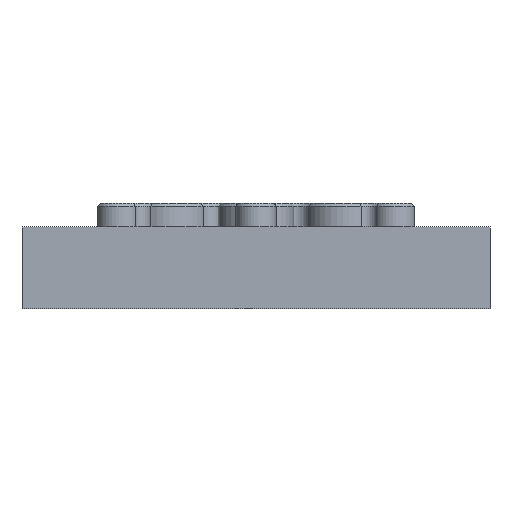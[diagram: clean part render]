
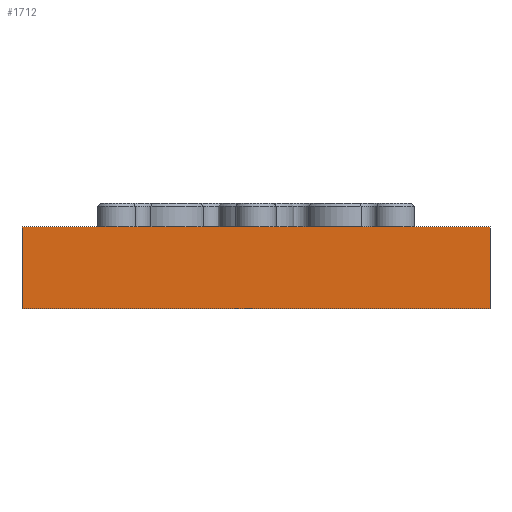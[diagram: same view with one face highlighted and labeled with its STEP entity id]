
A CAD part, front view. The second image highlights one B-rep face of the part: STEP entity #1712.
In plain terms, the highlighted planar face has unit normal (0, -1, 0).
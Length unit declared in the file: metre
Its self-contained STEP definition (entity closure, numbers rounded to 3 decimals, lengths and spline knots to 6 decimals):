
#84=PLANE('',#1975);
#133=LINE('',#3047,#223);
#138=LINE('',#3057,#228);
#139=LINE('',#3059,#229);
#140=LINE('',#3061,#230);
#223=VECTOR('',#2466,1.);
#228=VECTOR('',#2475,1.);
#229=VECTOR('',#2476,1.);
#230=VECTOR('',#2477,1.);
#496=ORIENTED_EDGE('',*,*,#947,.F.);
#497=ORIENTED_EDGE('',*,*,#948,.T.);
#498=ORIENTED_EDGE('',*,*,#949,.T.);
#499=ORIENTED_EDGE('',*,*,#942,.F.);
#942=EDGE_CURVE('',#1147,#1148,#133,.T.);
#947=EDGE_CURVE('',#1151,#1147,#138,.T.);
#948=EDGE_CURVE('',#1151,#1152,#139,.T.);
#949=EDGE_CURVE('',#1152,#1148,#140,.T.);
#1147=VERTEX_POINT('',#3046);
#1148=VERTEX_POINT('',#3048);
#1151=VERTEX_POINT('',#3058);
#1152=VERTEX_POINT('',#3060);
#1380=EDGE_LOOP('',(#496,#497,#498,#499));
#1522=FACE_BOUND('',#1380,.T.);
#1712=ADVANCED_FACE('',(#1522),#84,.F.);
#1975=AXIS2_PLACEMENT_3D('',#3056,#2473,#2474);
#2466=DIRECTION('',(0.,0.,-1.));
#2473=DIRECTION('',(0.,1.,0.));
#2474=DIRECTION('',(0.,0.,1.));
#2475=DIRECTION('',(1.,0.,0.));
#2476=DIRECTION('',(0.,0.,-1.));
#2477=DIRECTION('',(1.,0.,0.));
#3046=CARTESIAN_POINT('',(0.0381,-0.0381,-0.00385));
#3047=CARTESIAN_POINT('',(0.0381,-0.0381,-0.003848));
#3048=CARTESIAN_POINT('',(0.0381,-0.0381,-0.017145));
#3056=CARTESIAN_POINT('',(0.,-0.0381,-0.003848));
#3057=CARTESIAN_POINT('',(0.,-0.0381,-0.00385));
#3058=CARTESIAN_POINT('',(-0.0381,-0.0381,-0.00385));
#3059=CARTESIAN_POINT('',(-0.0381,-0.0381,-0.003848));
#3060=CARTESIAN_POINT('',(-0.0381,-0.0381,-0.017145));
#3061=CARTESIAN_POINT('',(0.,-0.0381,-0.017145));
